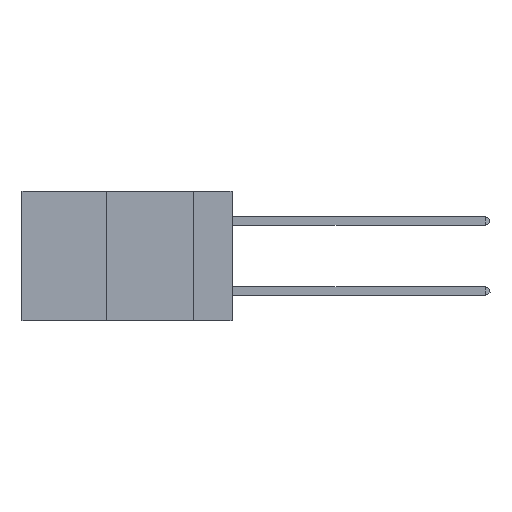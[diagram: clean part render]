
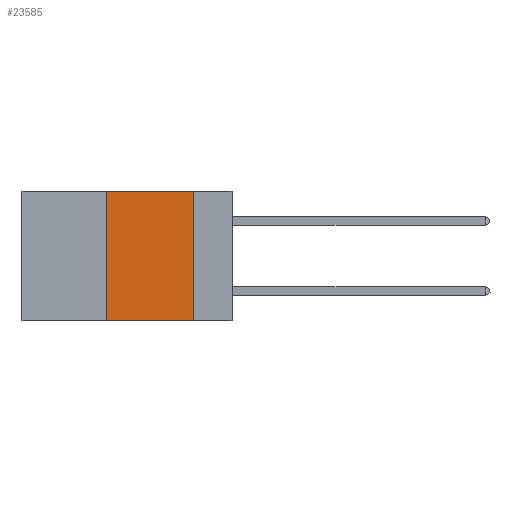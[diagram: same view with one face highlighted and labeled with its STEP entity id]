
A CAD part, left-side view. The second image highlights one B-rep face of the part: STEP entity #23585.
In plain terms, the highlighted planar face has unit normal (-1, 0, 0).
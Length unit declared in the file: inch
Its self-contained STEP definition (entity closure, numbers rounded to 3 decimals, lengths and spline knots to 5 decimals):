
#119 = ORIENTED_EDGE ( 'NONE', *, *, #15717, .T. ) ;
#597 = EDGE_CURVE ( 'NONE', #11813, #3083, #21847, .T. ) ;
#745 = CARTESIAN_POINT ( 'NONE',  ( 0., 0.6, -0.37 ) ) ;
#1758 = DIRECTION ( 'NONE',  ( 0., -1., 0. ) ) ;
#2893 = FACE_OUTER_BOUND ( 'NONE', #10747, .T. ) ;
#3083 = VERTEX_POINT ( 'NONE', #19155 ) ;
#4088 = DIRECTION ( 'NONE',  ( 0., 0., -1. ) ) ;
#5470 = DIRECTION ( 'NONE',  ( 0., 0., 1. ) ) ;
#7129 = CARTESIAN_POINT ( 'NONE',  ( 0., 0.36, -0.37 ) ) ;
#7666 = EDGE_CURVE ( 'NONE', #11299, #9700, #16762, .T. ) ;
#9452 = LINE ( 'NONE', #16718, #23405 ) ;
#9700 = VERTEX_POINT ( 'NONE', #12329 ) ;
#10213 = CARTESIAN_POINT ( 'NONE',  ( 0., 0.6, 0. ) ) ;
#10747 = EDGE_LOOP ( 'NONE', ( #12123, #22346, #18703, #119 ) ) ;
#11299 = VERTEX_POINT ( 'NONE', #21040 ) ;
#11498 = VECTOR ( 'NONE', #22489, 39.37008 ) ;
#11813 = VERTEX_POINT ( 'NONE', #7129 ) ;
#12123 = ORIENTED_EDGE ( 'NONE', *, *, #7666, .F. ) ;
#12329 = CARTESIAN_POINT ( 'NONE',  ( 0., 0.11, -0.37 ) ) ;
#12908 = VECTOR ( 'NONE', #4088, 39.37008 ) ;
#13534 = AXIS2_PLACEMENT_3D ( 'NONE', #10213, #19504, #14016 ) ;
#14016 = DIRECTION ( 'NONE',  ( 0., 0., -1. ) ) ;
#15717 = EDGE_CURVE ( 'NONE', #11813, #9700, #19375, .T. ) ;
#16455 = CARTESIAN_POINT ( 'NONE',  ( 0., 0.36, 0. ) ) ;
#16718 = CARTESIAN_POINT ( 'NONE',  ( 0., 0.6, 0. ) ) ;
#16762 = LINE ( 'NONE', #20482, #12908 ) ;
#17352 = PLANE ( 'NONE',  #13534 ) ;
#18296 = VECTOR ( 'NONE', #5470, 39.37008 ) ;
#18703 = ORIENTED_EDGE ( 'NONE', *, *, #597, .F. ) ;
#19155 = CARTESIAN_POINT ( 'NONE',  ( 0., 0.36, 0. ) ) ;
#19375 = LINE ( 'NONE', #745, #11498 ) ;
#19504 = DIRECTION ( 'NONE',  ( 1., 0., 0. ) ) ;
#20482 = CARTESIAN_POINT ( 'NONE',  ( 0., 0.11, 0. ) ) ;
#21040 = CARTESIAN_POINT ( 'NONE',  ( 0., 0.11, 0. ) ) ;
#21847 = LINE ( 'NONE', #16455, #18296 ) ;
#22346 = ORIENTED_EDGE ( 'NONE', *, *, #22530, .F. ) ;
#22489 = DIRECTION ( 'NONE',  ( 0., -1., 0. ) ) ;
#22530 = EDGE_CURVE ( 'NONE', #3083, #11299, #9452, .T. ) ;
#23405 = VECTOR ( 'NONE', #1758, 39.37008 ) ;
#23585 = ADVANCED_FACE ( 'NONE', ( #2893 ), #17352, .F. ) ;
